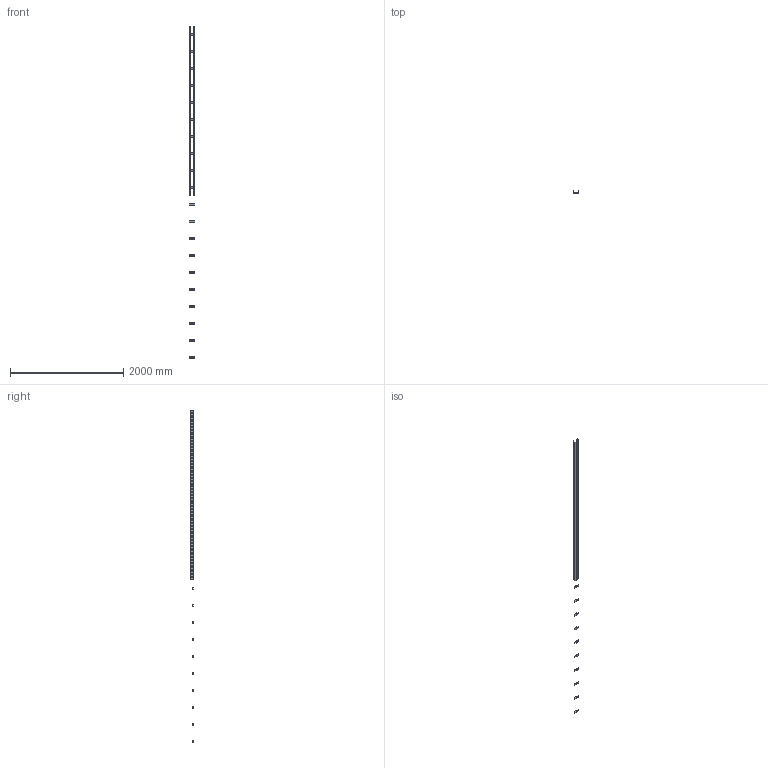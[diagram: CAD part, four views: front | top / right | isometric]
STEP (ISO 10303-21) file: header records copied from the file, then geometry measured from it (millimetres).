
FILE_DESCRIPTION((''),'2;1');
FILE_NAME('446010_PRT','2018-10-27T19:13:12',('tomasz.grudniewski'),(''),'CREO PARAMETRIC BY PTC INC, 2018260','CREO PARAMETRIC BY PTC INC, 2018260','');
FILE_SCHEMA(('CONFIG_CONTROL_DESIGN'));
Length unit declared in the file: millimetre
Products named in the file (1): 446010_PRT
Bounding box: 100 x 45 x 5865 mm (x, y, z)
Volume: 764298.3 mm3; surface area: 1279519.3 mm2
Topology: 11 solids, 11 shells, 956 faces, 2816 edges, 1864 vertices
Faces by surface type: plane 784, cylinder 172
Entity records: 31978 total; most frequent: CARTESIAN_POINT 5636, ORIENTED_EDGE 5632, DIRECTION 5072, EDGE_CURVE 2816, VECTOR 2472, LINE 2472, VERTEX_POINT 1864, AXIS2_PLACEMENT_3D 1300
